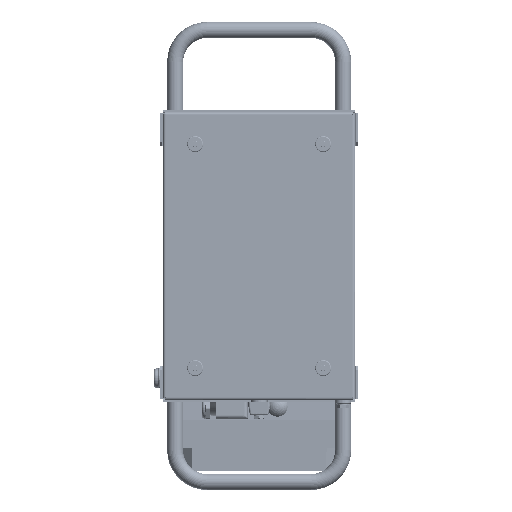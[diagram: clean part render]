
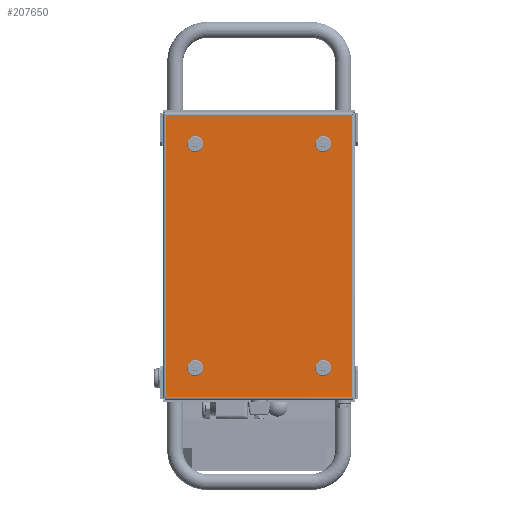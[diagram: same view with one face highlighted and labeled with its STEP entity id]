
A CAD part, front view. The second image highlights one B-rep face of the part: STEP entity #207650.
In plain terms, the highlighted planar face has unit normal (0, -1, 0).
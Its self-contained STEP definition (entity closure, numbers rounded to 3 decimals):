
#3328=DIRECTION('',(1.,0.,0.));
#3329=VECTOR('',#3328,296.311);
#3330=CARTESIAN_POINT('',(1.069,-179.324,-1.069));
#3331=LINE('',#3330,#3329);
#3332=DIRECTION('',(0.,0.,1.));
#3333=VECTOR('',#3332,448.711);
#3334=CARTESIAN_POINT('',(297.381,-179.324,-449.781));
#3335=LINE('',#3334,#3333);
#3336=DIRECTION('',(-1.,0.,0.));
#3337=VECTOR('',#3336,296.311);
#3338=CARTESIAN_POINT('',(297.381,-179.324,-449.781));
#3339=LINE('',#3338,#3337);
#3340=DIRECTION('',(0.,0.,1.));
#3341=VECTOR('',#3340,448.711);
#3342=CARTESIAN_POINT('',(1.069,-179.324,-449.781));
#3343=LINE('',#3342,#3341);
#3344=CARTESIAN_POINT('',(250.825,-179.324,-403.225));
#3345=DIRECTION('',(0.,-1.,0.));
#3346=DIRECTION('',(0.,0.,1.));
#3347=AXIS2_PLACEMENT_3D('',#3344,#3345,#3346);
#3349=CARTESIAN_POINT('',(250.825,-179.324,-403.225));
#3350=DIRECTION('',(0.,-1.,0.));
#3351=DIRECTION('',(0.,0.,-1.));
#3352=AXIS2_PLACEMENT_3D('',#3349,#3350,#3351);
#3354=CARTESIAN_POINT('',(47.625,-179.324,-403.225));
#3355=DIRECTION('',(0.,-1.,0.));
#3356=DIRECTION('',(0.,0.,1.));
#3357=AXIS2_PLACEMENT_3D('',#3354,#3355,#3356);
#3359=CARTESIAN_POINT('',(47.625,-179.324,-403.225));
#3360=DIRECTION('',(0.,-1.,0.));
#3361=DIRECTION('',(0.,0.,-1.));
#3362=AXIS2_PLACEMENT_3D('',#3359,#3360,#3361);
#3364=CARTESIAN_POINT('',(250.825,-179.324,-47.625));
#3365=DIRECTION('',(0.,-1.,0.));
#3366=DIRECTION('',(0.,0.,1.));
#3367=AXIS2_PLACEMENT_3D('',#3364,#3365,#3366);
#3369=CARTESIAN_POINT('',(250.825,-179.324,-47.625));
#3370=DIRECTION('',(0.,-1.,0.));
#3371=DIRECTION('',(0.,0.,-1.));
#3372=AXIS2_PLACEMENT_3D('',#3369,#3370,#3371);
#3374=CARTESIAN_POINT('',(47.625,-179.324,-47.625));
#3375=DIRECTION('',(0.,-1.,0.));
#3376=DIRECTION('',(0.,0.,1.));
#3377=AXIS2_PLACEMENT_3D('',#3374,#3375,#3376);
#3379=CARTESIAN_POINT('',(47.625,-179.324,-47.625));
#3380=DIRECTION('',(0.,-1.,0.));
#3381=DIRECTION('',(0.,0.,-1.));
#3382=AXIS2_PLACEMENT_3D('',#3379,#3380,#3381);
#181961=CARTESIAN_POINT('',(1.069,-179.324,-1.069));
#181962=CARTESIAN_POINT('',(297.381,-179.324,-1.069));
#181963=VERTEX_POINT('',#181961);
#181964=VERTEX_POINT('',#181962);
#181965=CARTESIAN_POINT('',(297.381,-179.324,-449.781));
#181966=VERTEX_POINT('',#181965);
#181967=CARTESIAN_POINT('',(1.069,-179.324,-449.781));
#181968=VERTEX_POINT('',#181967);
#182305=CARTESIAN_POINT('',(250.825,-179.324,-390.525));
#182306=CARTESIAN_POINT('',(250.825,-179.324,-415.925));
#182307=VERTEX_POINT('',#182305);
#182308=VERTEX_POINT('',#182306);
#182333=CARTESIAN_POINT('',(47.625,-179.324,-390.525));
#182334=CARTESIAN_POINT('',(47.625,-179.324,-415.925));
#182335=VERTEX_POINT('',#182333);
#182336=VERTEX_POINT('',#182334);
#182361=CARTESIAN_POINT('',(250.825,-179.324,-34.925));
#182362=CARTESIAN_POINT('',(250.825,-179.324,-60.325));
#182363=VERTEX_POINT('',#182361);
#182364=VERTEX_POINT('',#182362);
#182389=CARTESIAN_POINT('',(47.625,-179.324,-34.925));
#182390=CARTESIAN_POINT('',(47.625,-179.324,-60.325));
#182391=VERTEX_POINT('',#182389);
#182392=VERTEX_POINT('',#182390);
#207615=CARTESIAN_POINT('',(301.625,-179.324,-454.025));
#207616=DIRECTION('',(0.,-1.,0.));
#207617=DIRECTION('',(-1.,0.,0.));
#207618=AXIS2_PLACEMENT_3D('',#207615,#207616,#207617);
#207619=PLANE('',#207618);
#207620=ORIENTED_EDGE('',*,*,#207217,.T.);
#207621=ORIENTED_EDGE('',*,*,#207022,.F.);
#207622=ORIENTED_EDGE('',*,*,#207606,.T.);
#207623=ORIENTED_EDGE('',*,*,#207413,.T.);
#207624=EDGE_LOOP('',(#207620,#207621,#207622,#207623));
#207625=FACE_OUTER_BOUND('',#207624,.F.);
#207627=ORIENTED_EDGE('',*,*,#207626,.T.);
#207629=ORIENTED_EDGE('',*,*,#207628,.T.);
#207630=EDGE_LOOP('',(#207627,#207629));
#207631=FACE_BOUND('',#207630,.F.);
#207633=ORIENTED_EDGE('',*,*,#207632,.T.);
#207635=ORIENTED_EDGE('',*,*,#207634,.T.);
#207636=EDGE_LOOP('',(#207633,#207635));
#207637=FACE_BOUND('',#207636,.F.);
#207639=ORIENTED_EDGE('',*,*,#207638,.T.);
#207641=ORIENTED_EDGE('',*,*,#207640,.T.);
#207642=EDGE_LOOP('',(#207639,#207641));
#207643=FACE_BOUND('',#207642,.F.);
#207645=ORIENTED_EDGE('',*,*,#207644,.T.);
#207647=ORIENTED_EDGE('',*,*,#207646,.T.);
#207648=EDGE_LOOP('',(#207645,#207647));
#207649=FACE_BOUND('',#207648,.F.);
#3348=CIRCLE('',#3347,12.7);
#3353=CIRCLE('',#3352,12.7);
#3358=CIRCLE('',#3357,12.7);
#3363=CIRCLE('',#3362,12.7);
#3368=CIRCLE('',#3367,12.7);
#3373=CIRCLE('',#3372,12.7);
#3378=CIRCLE('',#3377,12.7);
#3383=CIRCLE('',#3382,12.7);
#207022=EDGE_CURVE('',#181966,#181964,#3335,.T.);
#207217=EDGE_CURVE('',#181963,#181964,#3331,.T.);
#207413=EDGE_CURVE('',#181968,#181963,#3343,.T.);
#207606=EDGE_CURVE('',#181966,#181968,#3339,.T.);
#207626=EDGE_CURVE('',#182307,#182308,#3348,.T.);
#207628=EDGE_CURVE('',#182308,#182307,#3353,.T.);
#207632=EDGE_CURVE('',#182335,#182336,#3358,.T.);
#207634=EDGE_CURVE('',#182336,#182335,#3363,.T.);
#207638=EDGE_CURVE('',#182363,#182364,#3368,.T.);
#207640=EDGE_CURVE('',#182364,#182363,#3373,.T.);
#207644=EDGE_CURVE('',#182391,#182392,#3378,.T.);
#207646=EDGE_CURVE('',#182392,#182391,#3383,.T.);
#207650=ADVANCED_FACE('',(#207625,#207631,#207637,#207643,#207649),#207619,.T.);
